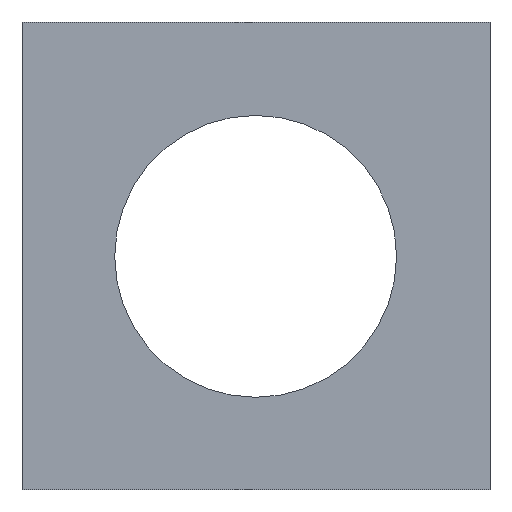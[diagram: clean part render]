
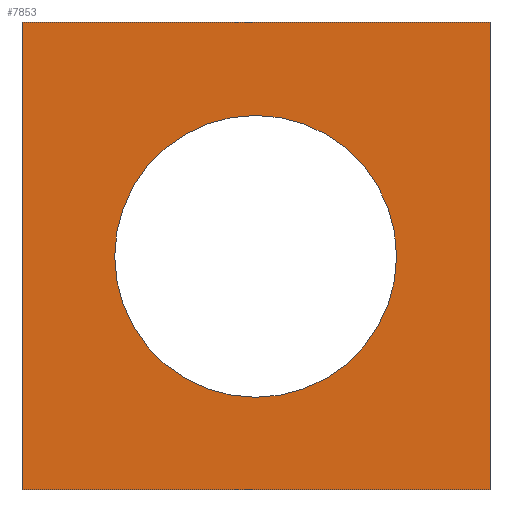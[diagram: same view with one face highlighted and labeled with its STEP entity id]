
A CAD part, left-side view. The second image highlights one B-rep face of the part: STEP entity #7853.
In plain terms, the highlighted planar face has unit normal (-1, 0, 0).
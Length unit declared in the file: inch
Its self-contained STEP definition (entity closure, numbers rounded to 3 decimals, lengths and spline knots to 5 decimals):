
#192 = VERTEX_POINT ( 'NONE', #13061 ) ;
#247 = CARTESIAN_POINT ( 'NONE',  ( -16.5, 7.8645, -2.42931 ) ) ;
#329 = VERTEX_POINT ( 'NONE', #2929 ) ;
#608 = DIRECTION ( 'NONE',  ( 0., 0., 1. ) ) ;
#676 = EDGE_CURVE ( 'NONE', #192, #4246, #9848, .T. ) ;
#2003 = AXIS2_PLACEMENT_3D ( 'NONE', #5496, #2169, #4342 ) ;
#2106 = VERTEX_POINT ( 'NONE', #13833 ) ;
#2137 = CARTESIAN_POINT ( 'NONE',  ( -16.5, 0., -2.42931 ) ) ;
#2169 = DIRECTION ( 'NONE',  ( -1., 0., 0. ) ) ;
#2538 = EDGE_CURVE ( 'NONE', #11160, #2106, #7444, .T. ) ;
#2929 = CARTESIAN_POINT ( 'NONE',  ( -16.5, 6.9315, -3.92821 ) ) ;
#3122 = AXIS2_PLACEMENT_3D ( 'NONE', #14907, #13769, #9986 ) ;
#3125 = ORIENTED_EDGE ( 'NONE', *, *, #4671, .T. ) ;
#3373 = VERTEX_POINT ( 'NONE', #12174 ) ;
#3498 = LINE ( 'NONE', #13923, #4847 ) ;
#3518 = EDGE_CURVE ( 'NONE', #3373, #329, #8727, .T. ) ;
#3933 = DIRECTION ( 'NONE',  ( -1., 0., 0. ) ) ;
#4246 = VERTEX_POINT ( 'NONE', #247 ) ;
#4342 = DIRECTION ( 'NONE',  ( 0., 0., 1. ) ) ;
#4671 = EDGE_CURVE ( 'NONE', #192, #11160, #3498, .T. ) ;
#4847 = VECTOR ( 'NONE', #14228, 39.37008 ) ;
#5105 = FACE_OUTER_BOUND ( 'NONE', #14093, .T. ) ;
#5496 = CARTESIAN_POINT ( 'NONE',  ( -16.5, 6.9315, -3.36531 ) ) ;
#5739 = FACE_BOUND ( 'NONE', #12757, .T. ) ;
#6805 = ORIENTED_EDGE ( 'NONE', *, *, #6965, .F. ) ;
#6965 = EDGE_CURVE ( 'NONE', #4246, #2106, #12578, .T. ) ;
#7021 = ORIENTED_EDGE ( 'NONE', *, *, #3518, .F. ) ;
#7444 = LINE ( 'NONE', #12050, #9216 ) ;
#7853 = ADVANCED_FACE ( 'NONE', ( #5739, #5105 ), #11929, .T. ) ;
#8272 = ORIENTED_EDGE ( 'NONE', *, *, #14102, .F. ) ;
#8534 = CARTESIAN_POINT ( 'NONE',  ( -16.5, 0., -6.18695 ) ) ;
#8727 = CIRCLE ( 'NONE', #3122, 0.5629 ) ;
#8898 = ORIENTED_EDGE ( 'NONE', *, *, #2538, .T. ) ;
#9216 = VECTOR ( 'NONE', #14415, 39.37008 ) ;
#9848 = LINE ( 'NONE', #12494, #10884 ) ;
#9986 = DIRECTION ( 'NONE',  ( 0., 0., 1. ) ) ;
#10884 = VECTOR ( 'NONE', #608, 39.37008 ) ;
#11160 = VERTEX_POINT ( 'NONE', #11754 ) ;
#11434 = DIRECTION ( 'NONE',  ( 0., -1., 0. ) ) ;
#11487 = CIRCLE ( 'NONE', #2003, 0.5629 ) ;
#11754 = CARTESIAN_POINT ( 'NONE',  ( -16.5, 5.9955, -4.29831 ) ) ;
#11929 = PLANE ( 'NONE',  #14322 ) ;
#12050 = CARTESIAN_POINT ( 'NONE',  ( -16.5, 5.9955, -6.18695 ) ) ;
#12174 = CARTESIAN_POINT ( 'NONE',  ( -16.5, 6.9315, -2.80241 ) ) ;
#12494 = CARTESIAN_POINT ( 'NONE',  ( -16.5, 7.8645, -6.18695 ) ) ;
#12578 = LINE ( 'NONE', #2137, #12611 ) ;
#12611 = VECTOR ( 'NONE', #11434, 39.37008 ) ;
#12757 = EDGE_LOOP ( 'NONE', ( #7021, #8272 ) ) ;
#13061 = CARTESIAN_POINT ( 'NONE',  ( -16.5, 7.8645, -4.29831 ) ) ;
#13151 = ORIENTED_EDGE ( 'NONE', *, *, #676, .F. ) ;
#13281 = DIRECTION ( 'NONE',  ( 0., 0., 1. ) ) ;
#13769 = DIRECTION ( 'NONE',  ( -1., 0., 0. ) ) ;
#13833 = CARTESIAN_POINT ( 'NONE',  ( -16.5, 5.9955, -2.42931 ) ) ;
#13923 = CARTESIAN_POINT ( 'NONE',  ( -16.5, 0., -4.29831 ) ) ;
#14093 = EDGE_LOOP ( 'NONE', ( #13151, #3125, #8898, #6805 ) ) ;
#14102 = EDGE_CURVE ( 'NONE', #329, #3373, #11487, .T. ) ;
#14228 = DIRECTION ( 'NONE',  ( 0., -1., 0. ) ) ;
#14322 = AXIS2_PLACEMENT_3D ( 'NONE', #8534, #3933, #13281 ) ;
#14415 = DIRECTION ( 'NONE',  ( 0., 0., 1. ) ) ;
#14907 = CARTESIAN_POINT ( 'NONE',  ( -16.5, 6.9315, -3.36531 ) ) ;
